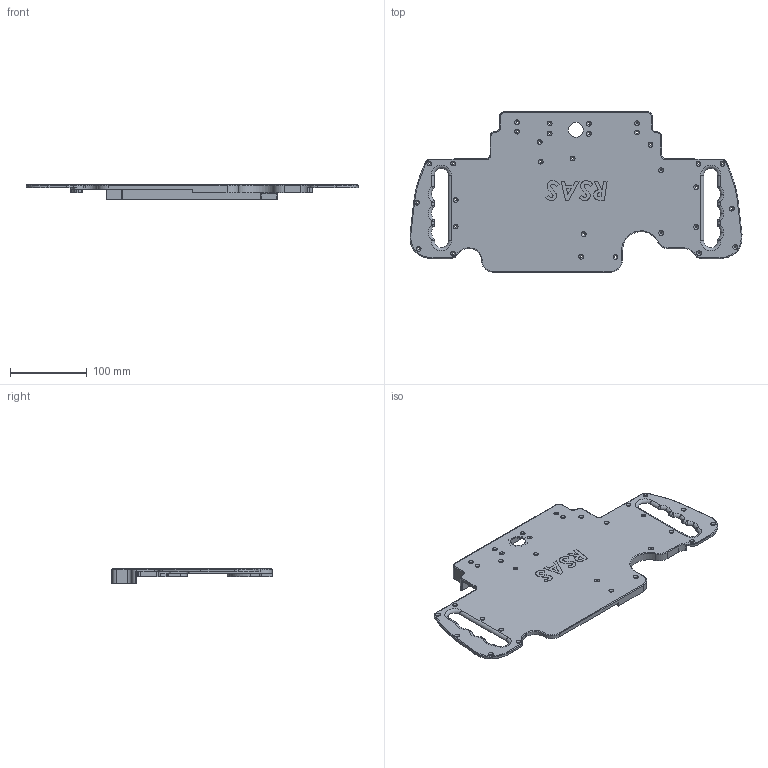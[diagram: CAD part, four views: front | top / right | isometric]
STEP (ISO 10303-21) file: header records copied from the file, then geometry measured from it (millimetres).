
FILE_DESCRIPTION (( 'STEP AP214' ), '1' );
FILE_NAME ('Carbon board V5 FUSION.STEP', '2022-05-24T13:49:29', ( '' ), ( '' ), 'SwSTEP 2.0', 'SolidWorks 2017', '' );
FILE_SCHEMA (( 'AUTOMOTIVE_DESIGN' ));
Length unit declared in the file: millimetre
Products named in the file (1): Carbon board V5 FUSION
Bounding box: 433.78 x 209.28 x 19.5 mm (x, y, z)
Volume: 318581.1 mm3; surface area: 154224.2 mm2
Topology: 1 solids, 1 shells, 776 faces, 2061 edges, 1300 vertices
Faces by surface type: cylinder 380, plane 207, bspline 73, cone 62, torus 42, sphere 12
Entity records: 27161 total; most frequent: CARTESIAN_POINT 7514, DIRECTION 4203, ORIENTED_EDGE 4122, EDGE_CURVE 2061, AXIS2_PLACEMENT_3D 1597, VERTEX_POINT 1300, VECTOR 1009, LINE 1009
